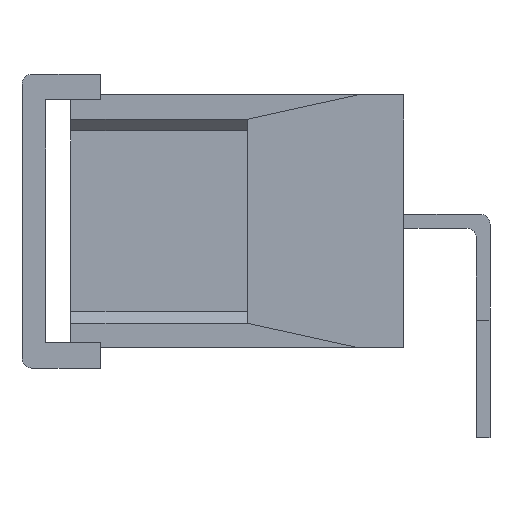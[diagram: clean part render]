
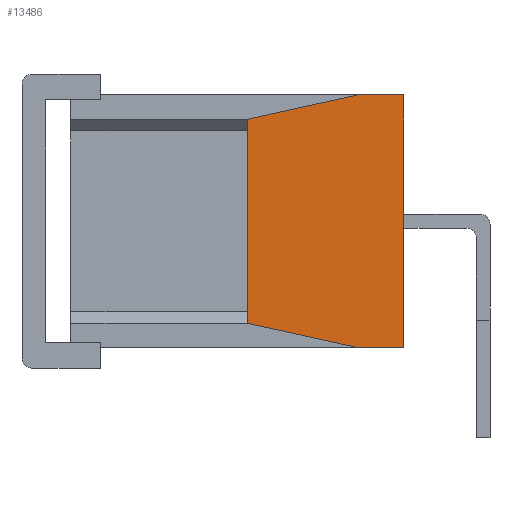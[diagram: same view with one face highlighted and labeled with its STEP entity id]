
A CAD part, left-side view. The second image highlights one B-rep face of the part: STEP entity #13486.
In plain terms, the highlighted planar face has unit normal (-1, 0, 0).
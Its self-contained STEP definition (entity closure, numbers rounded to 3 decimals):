
#1130 = VECTOR ( 'NONE', #12089, 1000. ) ;
#1468 = VERTEX_POINT ( 'NONE', #16877 ) ;
#1823 = ORIENTED_EDGE ( 'NONE', *, *, #19804, .F. ) ;
#1827 = VECTOR ( 'NONE', #14868, 1000. ) ;
#1859 = CARTESIAN_POINT ( 'NONE',  ( -20.1, 0., 0. ) ) ;
#2127 = DIRECTION ( 'NONE',  ( 0., 0.977, 0.215 ) ) ;
#2283 = CARTESIAN_POINT ( 'NONE',  ( -20.1, 4.05, 0. ) ) ;
#2468 = LINE ( 'NONE', #14368, #19334 ) ;
#2717 = VERTEX_POINT ( 'NONE', #4179 ) ;
#3198 = LINE ( 'NONE', #21976, #15361 ) ;
#3471 = ORIENTED_EDGE ( 'NONE', *, *, #3767, .F. ) ;
#3767 = EDGE_CURVE ( 'NONE', #2717, #12833, #7390, .T. ) ;
#4179 = CARTESIAN_POINT ( 'NONE',  ( -20.1, 4.05, 12.9 ) ) ;
#4813 = CARTESIAN_POINT ( 'NONE',  ( -20.1, 12.05, 11.66 ) ) ;
#5165 = ORIENTED_EDGE ( 'NONE', *, *, #13962, .F. ) ;
#5270 = DIRECTION ( 'NONE',  ( 0., 0., 1. ) ) ;
#5590 = AXIS2_PLACEMENT_3D ( 'NONE', #1859, #12169, #5270 ) ;
#6249 = VERTEX_POINT ( 'NONE', #17497 ) ;
#6510 = PLANE ( 'NONE',  #5590 ) ;
#7211 = CARTESIAN_POINT ( 'NONE',  ( -20.1, 6.42, 0. ) ) ;
#7390 = LINE ( 'NONE', #2283, #22372 ) ;
#7477 = EDGE_CURVE ( 'NONE', #16886, #2717, #3198, .T. ) ;
#7556 = EDGE_LOOP ( 'NONE', ( #3471, #15930, #1823, #9160, #18319, #5165 ) ) ;
#7602 = CARTESIAN_POINT ( 'NONE',  ( -20.1, 4.05, 0. ) ) ;
#7782 = EDGE_CURVE ( 'NONE', #18657, #6249, #2468, .T. ) ;
#7997 = CARTESIAN_POINT ( 'NONE',  ( -20.1, 6.42, 0. ) ) ;
#9160 = ORIENTED_EDGE ( 'NONE', *, *, #16874, .F. ) ;
#9847 = VECTOR ( 'NONE', #13885, 1000. ) ;
#10829 = LINE ( 'NONE', #7211, #1130 ) ;
#12089 = DIRECTION ( 'NONE',  ( 0., 1., 0. ) ) ;
#12169 = DIRECTION ( 'NONE',  ( 1., 0., 0. ) ) ;
#12283 = CARTESIAN_POINT ( 'NONE',  ( -20.1, 6.42, 12.9 ) ) ;
#12833 = VERTEX_POINT ( 'NONE', #7602 ) ;
#13486 = ADVANCED_FACE ( 'NONE', ( #22005 ), #6510, .F. ) ;
#13885 = DIRECTION ( 'NONE',  ( 0., -0.977, 0.215 ) ) ;
#13962 = EDGE_CURVE ( 'NONE', #12833, #18657, #10829, .T. ) ;
#14296 = DIRECTION ( 'NONE',  ( 0., 0., -1. ) ) ;
#14368 = CARTESIAN_POINT ( 'NONE',  ( -20.1, 12.05, 1.24 ) ) ;
#14868 = DIRECTION ( 'NONE',  ( 0., 0., 1. ) ) ;
#15321 = DIRECTION ( 'NONE',  ( 0., -1., 0. ) ) ;
#15361 = VECTOR ( 'NONE', #15321, 1000. ) ;
#15692 = LINE ( 'NONE', #12283, #9847 ) ;
#15930 = ORIENTED_EDGE ( 'NONE', *, *, #7477, .F. ) ;
#16874 = EDGE_CURVE ( 'NONE', #6249, #1468, #16905, .T. ) ;
#16877 = CARTESIAN_POINT ( 'NONE',  ( -20.1, 12.05, 11.66 ) ) ;
#16886 = VERTEX_POINT ( 'NONE', #20071 ) ;
#16905 = LINE ( 'NONE', #4813, #1827 ) ;
#17497 = CARTESIAN_POINT ( 'NONE',  ( -20.1, 12.05, 1.24 ) ) ;
#18319 = ORIENTED_EDGE ( 'NONE', *, *, #7782, .F. ) ;
#18657 = VERTEX_POINT ( 'NONE', #7997 ) ;
#19334 = VECTOR ( 'NONE', #2127, 1000. ) ;
#19804 = EDGE_CURVE ( 'NONE', #1468, #16886, #15692, .T. ) ;
#20071 = CARTESIAN_POINT ( 'NONE',  ( -20.1, 6.42, 12.9 ) ) ;
#21976 = CARTESIAN_POINT ( 'NONE',  ( -20.1, 4.05, 12.9 ) ) ;
#22005 = FACE_OUTER_BOUND ( 'NONE', #7556, .T. ) ;
#22372 = VECTOR ( 'NONE', #14296, 1000. ) ;
